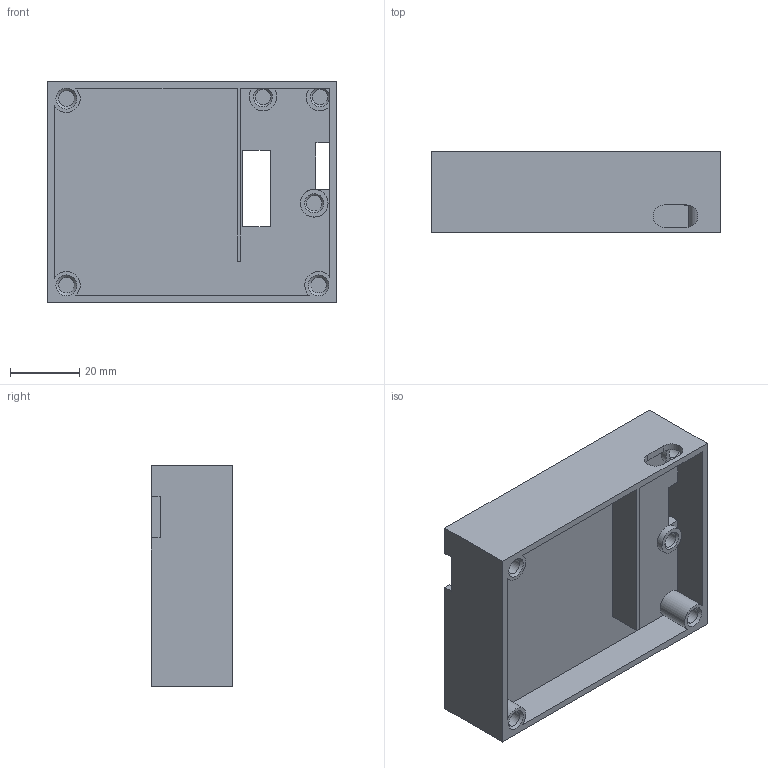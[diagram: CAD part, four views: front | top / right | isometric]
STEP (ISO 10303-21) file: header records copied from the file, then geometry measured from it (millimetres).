
FILE_DESCRIPTION(/* description */ (''),/* implementation_level */ '2;1');
FILE_NAME(/* name */ 'Central Segment.step',/* time_stamp */ '2020-05-11T18:35:31+01:00',/* author */ (''),/* organization */ (''),/* preprocessor_version */ 'ST-DEVELOPER v18.1',/* originating_system */ 'Autodesk Translation Framework v9.2.0.1227',/* authorisation */ '');
FILE_SCHEMA (('AUTOMOTIVE_DESIGN { 1 0 10303 214 3 1 1 }'));
Length unit declared in the file: millimetre
Products named in the file (1): Casing Bottom
Bounding box: 83.72 x 23.6 x 64 mm (x, y, z)
Volume: 33011.6 mm3; surface area: 25094 mm2
Topology: 1 solids, 1 shells, 81 faces, 213 edges, 144 vertices
Faces by surface type: plane 51, cylinder 21, cone 9
Full cylindrical faces by diameter (mm): 4.5 x9, 6 x1, 8 x4
Entity records: 2568 total; most frequent: DIRECTION 445, CARTESIAN_POINT 443, ORIENTED_EDGE 426, EDGE_CURVE 213, AXIS2_PLACEMENT_3D 152, VERTEX_POINT 144, LINE 141, VECTOR 141
